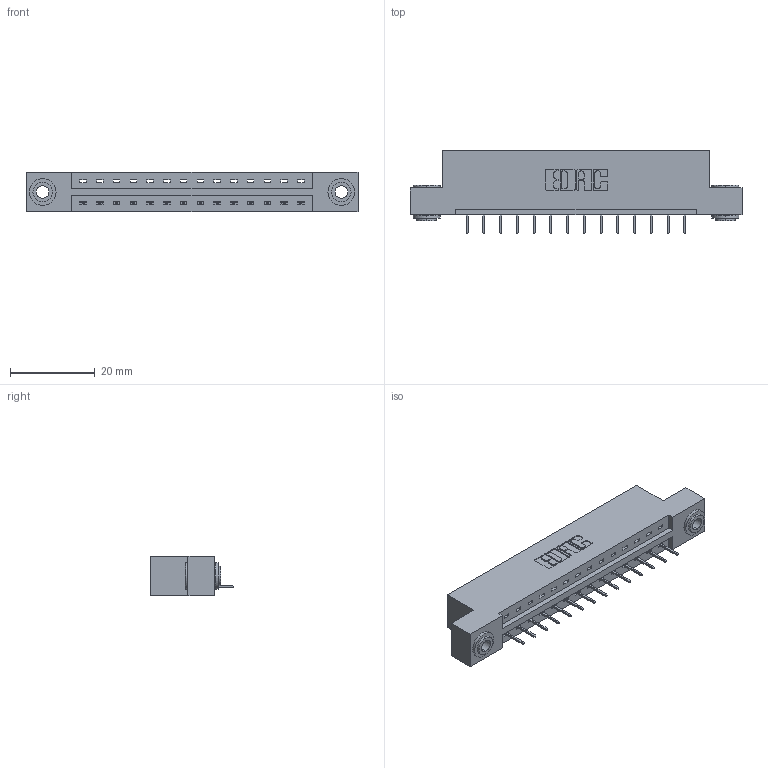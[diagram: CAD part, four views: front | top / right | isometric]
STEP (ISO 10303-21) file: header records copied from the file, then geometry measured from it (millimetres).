
FILE_DESCRIPTION (( 'STEP AP203' ), '1' );
FILE_NAME ('337-014-524-103.STEP', '2019-09-28T15:38:13', ( '' ), ( '' ), 'SwSTEP 2.0', 'SolidWorks 2016', '' );
FILE_SCHEMA (( 'CONFIG_CONTROL_DESIGN' ));
Length unit declared in the file: inch
Products named in the file (4): 345-250-002_345-250-002-102; 337-014-524-103; 345-292-001_345-293-124; 337 Part_Flush Mounting Lugs - 0.156 Dia-TH
Assembly tree (17 placements, depth 2):
  337-014-524-103
    337 Part_Flush Mounting Lugs - 0.156 Dia-TH
    345-292-001_345-293-124  x14
    345-250-002_345-250-002-102  x2
Bounding box: 78.49 x 19.69 x 9.4 mm (x, y, z)
Volume: 7771 mm3; surface area: 7913 mm2
Topology: 17 solids, 17 shells, 1076 faces, 3075 edges, 1990 vertices
Faces by surface type: plane 808, cylinder 260, cone 8
Entity records: 14752 total; most frequent: CARTESIAN_POINT 2543, ORIENTED_EDGE 2486, DIRECTION 2233, EDGE_CURVE 1243, VECTOR 1095, LINE 1095, VERTEX_POINT 822, AXIS2_PLACEMENT_3D 569
